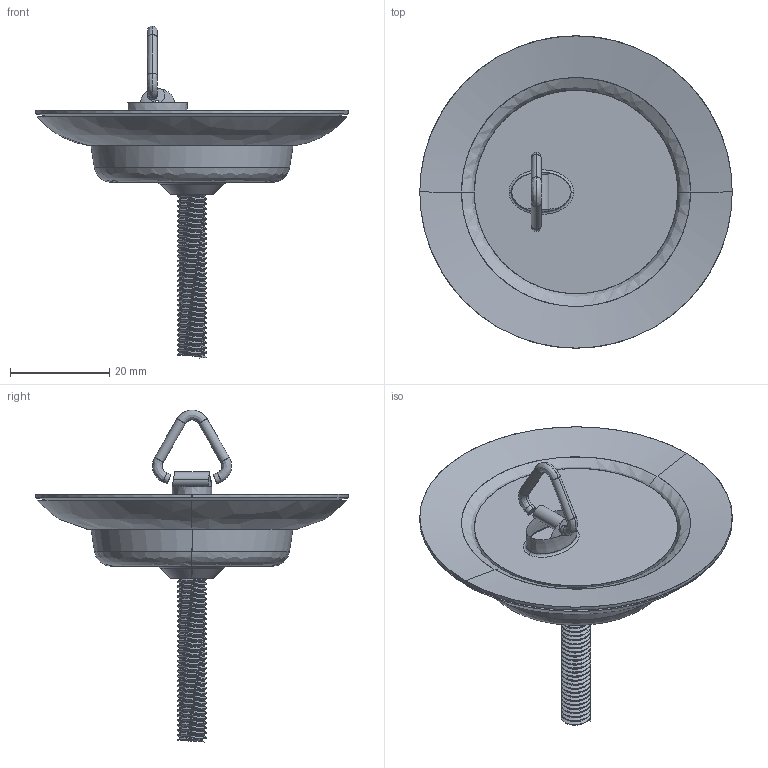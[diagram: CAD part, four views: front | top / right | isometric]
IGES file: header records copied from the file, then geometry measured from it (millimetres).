
Start section:  PTC IGES file: 45123_sw0001.igs  PTC IGES file: a45148_sw0001.igs  PTC IGES file: a45143_sw0001.igs  PTC IGES file: 45137_sw0002.igs
Global section: file name: 31H; native system: Rhinoceros ( May 19 2006 ); preprocessor: Trout Lake IGES 012 May 19 2006; date: 121128.193037; units: millimetre
Bounding box: 63 x 63 x 66.95 mm (x, y, z)
Surface area: 16576.5 mm2 (no closed solid volume)
Topology: 0 solids, 0 shells, 168 faces, 1720 edges, 1720 vertices
Faces by surface type: bspline 168
